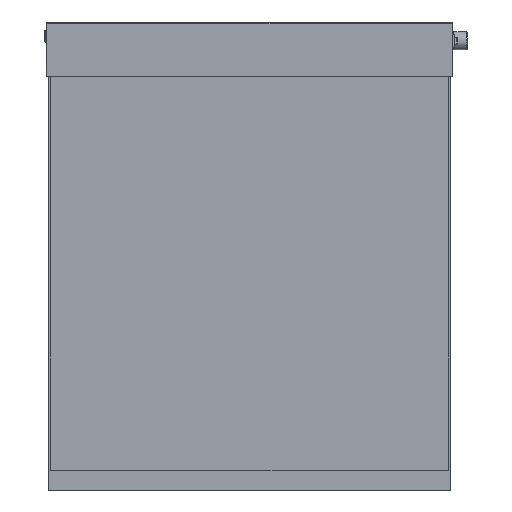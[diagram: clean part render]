
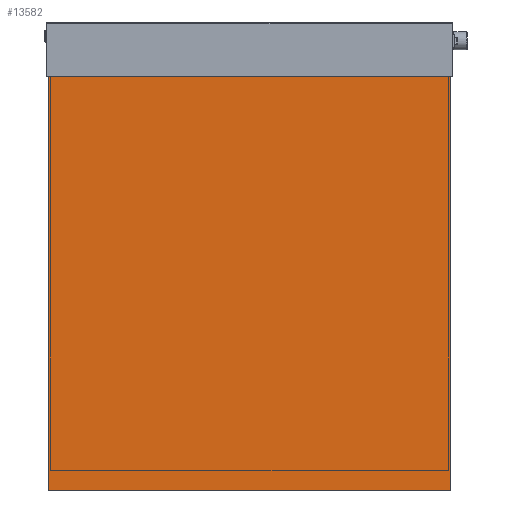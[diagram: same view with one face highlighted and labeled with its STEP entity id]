
A CAD part, left-side view. The second image highlights one B-rep face of the part: STEP entity #13582.
In plain terms, the highlighted planar face has unit normal (-1, 0, 0).
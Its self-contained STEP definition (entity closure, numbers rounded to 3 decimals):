
#6419=PLANE('',#12864);
#6774=ORIENTED_EDGE('',*,*,#8807,.T.);
#6775=ORIENTED_EDGE('',*,*,#8770,.F.);
#6776=ORIENTED_EDGE('',*,*,#8806,.F.);
#6777=ORIENTED_EDGE('',*,*,#8754,.F.);
#7745=VECTOR('',#10140,1.);
#7757=VECTOR('',#10180,1.);
#7791=VECTOR('',#10240,1.);
#7792=VECTOR('',#10243,1.);
#8040=LINE('',#11668,#7745);
#8052=LINE('',#11704,#7757);
#8086=LINE('',#11774,#7791);
#8087=LINE('',#11776,#7792);
#8323=VERTEX_POINT('',#11665);
#8324=VERTEX_POINT('',#11667);
#8333=VERTEX_POINT('',#11701);
#8334=VERTEX_POINT('',#11703);
#8754=EDGE_CURVE('',#8323,#8324,#8040,.T.);
#8770=EDGE_CURVE('',#8333,#8334,#8052,.T.);
#8806=EDGE_CURVE('',#8324,#8333,#8086,.T.);
#8807=EDGE_CURVE('',#8323,#8334,#8087,.T.);
#9294=EDGE_LOOP('',(#6774,#6775,#6776,#6777));
#9669=FACE_BOUND('',#9294,.T.);
#10140=DIRECTION('',(0.,445.,0.));
#10180=DIRECTION('',(0.,-445.,0.));
#10240=DIRECTION('',(0.,0.,459.));
#10241=DIRECTION('',(-1.,0.,0.));
#10242=DIRECTION('',(0.,1.,0.));
#10243=DIRECTION('',(0.,0.,459.));
#11665=CARTESIAN_POINT('',(2.5,2.5,60.));
#11667=CARTESIAN_POINT('',(2.5,447.5,60.));
#11668=CARTESIAN_POINT('',(2.5,2.5,60.));
#11701=CARTESIAN_POINT('',(2.5,447.5,519.));
#11703=CARTESIAN_POINT('',(2.5,2.5,519.));
#11704=CARTESIAN_POINT('',(2.5,447.5,519.));
#11774=CARTESIAN_POINT('',(2.5,447.5,60.));
#11775=CARTESIAN_POINT('',(2.5,2.5,60.));
#11776=CARTESIAN_POINT('',(2.5,2.5,60.));
#12864=AXIS2_PLACEMENT_3D('',#11775,#10241,#10242);
#13582=ADVANCED_FACE('',(#9669),#6419,.T.);
